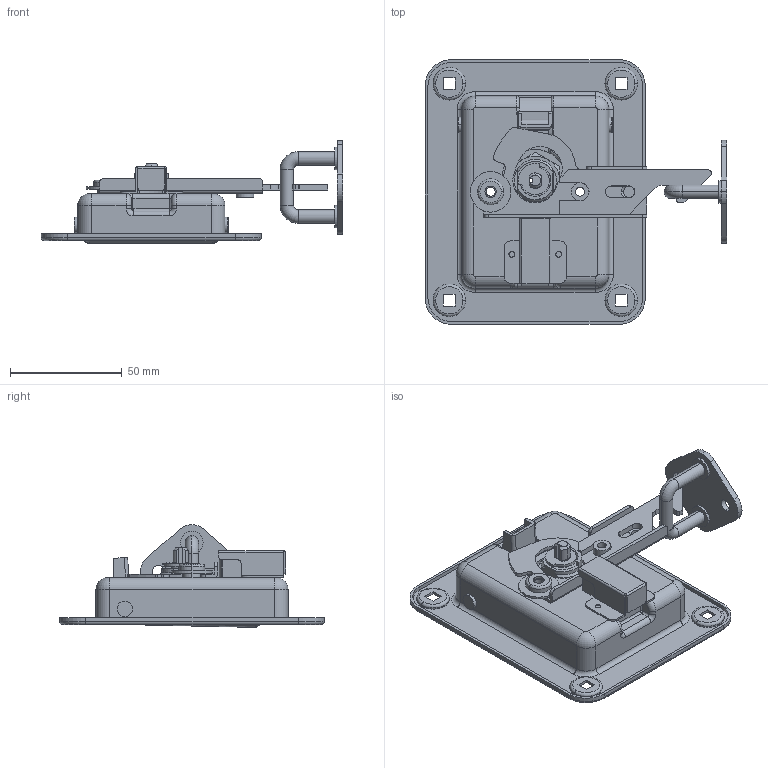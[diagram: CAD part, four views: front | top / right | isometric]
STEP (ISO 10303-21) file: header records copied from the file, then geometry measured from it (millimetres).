
FILE_DESCRIPTION (( 'STEP AP203' ), '1' );
FILE_NAME ('sone3D.STEP', '2014-02-27T02:02:04', ( '' ), ( '' ), 'SwSTEP 2.0', 'SolidWorks 2012', '' );
FILE_SCHEMA (( 'CONFIG_CONTROL_DESIGN' ));
Length unit declared in the file: millimetre
Products named in the file (16): sone3D; C-187-1; C-187-1ローター_; C-187-1カム_; M19ナット; C-187-1ハウジング_; A-1331止め金_; A-1331シャフト_; A-1331押さえ座金_; A-1331偹偠晅偒僇僔儊僇儔乕_; A-1331僗僾儕儞僌僈僀僪_; A-1331僗僾儕儞僌僇僶乕_; A-1331フック_; A-1331僼僢僋儂儖僟乕R_; A-1331ハンドル_; A-1331取付けボックス_
Assembly tree (16 placements, depth 3):
  sone3D
    A-1331取付けボックス_
    A-1331ハンドル_
    A-1331僼僢僋儂儖僟乕R_
    A-1331フック_
    A-1331僗僾儕儞僌僇僶乕_
    A-1331僗僾儕儞僌僈僀僪_
    A-1331偹偠晅偒僇僔儊僇儔乕_  x2
    A-1331押さえ座金_
    A-1331シャフト_
    A-1331止め金_
    C-187-1
      C-187-1ハウジング_
      M19ナット
      C-187-1カム_
      C-187-1ローター_
Bounding box: 134.98 x 118.5 x 46.03 mm (x, y, z)
Volume: 49104 mm3; surface area: 71711.6 mm2
Topology: 16 solids, 16 shells, 717 faces, 1799 edges, 1129 vertices
Faces by surface type: cylinder 326, plane 274, torus 79, cone 24, bspline 14
Entity records: 23461 total; most frequent: CARTESIAN_POINT 4391, DIRECTION 3853, ORIENTED_EDGE 3518, EDGE_CURVE 1759, AXIS2_PLACEMENT_3D 1463, VERTEX_POINT 1111, VECTOR 927, LINE 927
